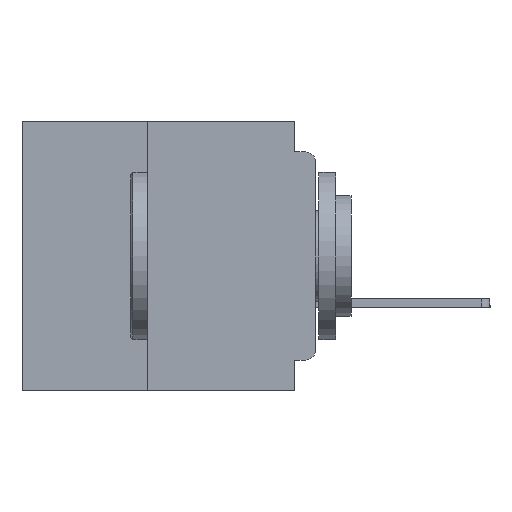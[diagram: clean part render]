
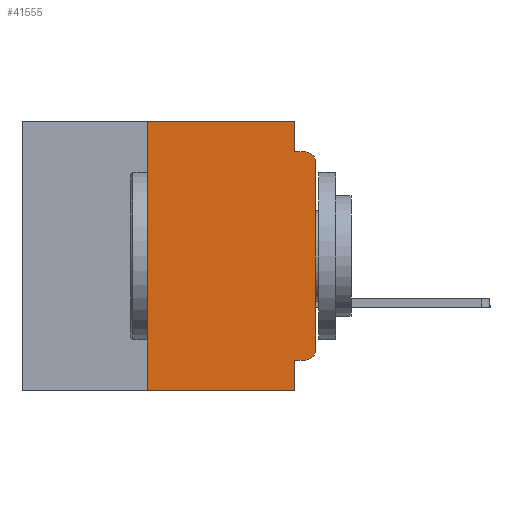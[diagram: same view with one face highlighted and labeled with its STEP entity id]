
A CAD part, left-side view. The second image highlights one B-rep face of the part: STEP entity #41555.
In plain terms, the highlighted planar face has unit normal (-1, 0, 0).
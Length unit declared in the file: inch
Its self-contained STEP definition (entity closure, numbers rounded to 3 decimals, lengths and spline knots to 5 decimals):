
#865 = DIRECTION ( 'NONE',  ( 0., 0., -1. ) ) ;
#1554 = CARTESIAN_POINT ( 'NONE',  ( 0., 0.031, -0.4 ) ) ;
#1775 = EDGE_CURVE ( 'NONE', #39984, #17160, #41513, .T. ) ;
#3410 = CARTESIAN_POINT ( 'NONE',  ( 0., 0.437, -0.4 ) ) ;
#3672 = DIRECTION ( 'NONE',  ( -1., 0., 0. ) ) ;
#5031 = AXIS2_PLACEMENT_3D ( 'NONE', #32617, #9812, #36455 ) ;
#5395 = CARTESIAN_POINT ( 'NONE',  ( 0., 0., -0.34 ) ) ;
#5433 = EDGE_CURVE ( 'NONE', #17160, #28789, #16127, .T. ) ;
#6146 = CARTESIAN_POINT ( 'NONE',  ( 0., 0.25, -0.4 ) ) ;
#6607 = VECTOR ( 'NONE', #12445, 39.37008 ) ;
#7364 = LINE ( 'NONE', #3410, #16345 ) ;
#7620 = VERTEX_POINT ( 'NONE', #41615 ) ;
#8388 = CARTESIAN_POINT ( 'NONE',  ( 0., 0.015, -0.355 ) ) ;
#8520 = ORIENTED_EDGE ( 'NONE', *, *, #5433, .F. ) ;
#9812 = DIRECTION ( 'NONE',  ( -1., 0., 0. ) ) ;
#10016 = DIRECTION ( 'NONE',  ( 0., 0., 1. ) ) ;
#10073 = LINE ( 'NONE', #6146, #49366 ) ;
#10081 = VECTOR ( 'NONE', #27578, 39.37008 ) ;
#10351 = ORIENTED_EDGE ( 'NONE', *, *, #47306, .T. ) ;
#10755 = CARTESIAN_POINT ( 'NONE',  ( 0., 0., -0.06 ) ) ;
#11248 = CARTESIAN_POINT ( 'NONE',  ( 0., 0.031, 0. ) ) ;
#12397 = FACE_OUTER_BOUND ( 'NONE', #27850, .T. ) ;
#12426 = ORIENTED_EDGE ( 'NONE', *, *, #38029, .T. ) ;
#12445 = DIRECTION ( 'NONE',  ( 0., 0., 1. ) ) ;
#13047 = CARTESIAN_POINT ( 'NONE',  ( 0., 0.031, -0.4 ) ) ;
#13288 = VECTOR ( 'NONE', #19390, 39.37008 ) ;
#16095 = DIRECTION ( 'NONE',  ( 0., -1., 0. ) ) ;
#16123 = VECTOR ( 'NONE', #16868, 39.37008 ) ;
#16127 = LINE ( 'NONE', #11248, #36382 ) ;
#16152 = PLANE ( 'NONE',  #45389 ) ;
#16345 = VECTOR ( 'NONE', #30092, 39.37008 ) ;
#16350 = ORIENTED_EDGE ( 'NONE', *, *, #16617, .T. ) ;
#16617 = EDGE_CURVE ( 'NONE', #7620, #44463, #7364, .T. ) ;
#16621 = VERTEX_POINT ( 'NONE', #18629 ) ;
#16868 = DIRECTION ( 'NONE',  ( 0., 0., -1. ) ) ;
#16901 = VERTEX_POINT ( 'NONE', #5395 ) ;
#17160 = VERTEX_POINT ( 'NONE', #48846 ) ;
#17316 = EDGE_CURVE ( 'NONE', #28789, #23138, #42449, .T. ) ;
#18629 = CARTESIAN_POINT ( 'NONE',  ( 0., 0.031, -0.355 ) ) ;
#19390 = DIRECTION ( 'NONE',  ( 0., -1., 0. ) ) ;
#20170 = CARTESIAN_POINT ( 'NONE',  ( 0., 0.437, 0. ) ) ;
#20222 = CIRCLE ( 'NONE', #5031, 0.015 ) ;
#20320 = AXIS2_PLACEMENT_3D ( 'NONE', #26548, #3672, #30344 ) ;
#21731 = ORIENTED_EDGE ( 'NONE', *, *, #39576, .F. ) ;
#23138 = VERTEX_POINT ( 'NONE', #37441 ) ;
#23357 = VERTEX_POINT ( 'NONE', #8388 ) ;
#23378 = EDGE_CURVE ( 'NONE', #23357, #16621, #42826, .T. ) ;
#23793 = CARTESIAN_POINT ( 'NONE',  ( 0., 0.25, 0. ) ) ;
#23805 = DIRECTION ( 'NONE',  ( 1., 0., 0. ) ) ;
#25846 = ORIENTED_EDGE ( 'NONE', *, *, #1775, .F. ) ;
#26548 = CARTESIAN_POINT ( 'NONE',  ( 0., 0.015, -0.34 ) ) ;
#27026 = ORIENTED_EDGE ( 'NONE', *, *, #47429, .T. ) ;
#27578 = DIRECTION ( 'NONE',  ( 0., 1., 0. ) ) ;
#27850 = EDGE_LOOP ( 'NONE', ( #27026, #10351, #44309, #8520, #25846, #21731, #16350, #45097, #39195, #12426 ) ) ;
#28789 = VERTEX_POINT ( 'NONE', #45995 ) ;
#30092 = DIRECTION ( 'NONE',  ( 0., -1., 0. ) ) ;
#30344 = DIRECTION ( 'NONE',  ( 0., 0., -1. ) ) ;
#31391 = VECTOR ( 'NONE', #16095, 39.37008 ) ;
#31408 = CARTESIAN_POINT ( 'NONE',  ( 0., 0., 0. ) ) ;
#32617 = CARTESIAN_POINT ( 'NONE',  ( 0., 0.015, -0.06 ) ) ;
#34025 = DIRECTION ( 'NONE',  ( 0., 0., -1. ) ) ;
#35819 = LINE ( 'NONE', #31408, #6607 ) ;
#36379 = LINE ( 'NONE', #13047, #16123 ) ;
#36382 = VECTOR ( 'NONE', #34025, 39.37008 ) ;
#36455 = DIRECTION ( 'NONE',  ( 0., 0., -1. ) ) ;
#37441 = CARTESIAN_POINT ( 'NONE',  ( 0., 0.015, -0.045 ) ) ;
#37945 = VERTEX_POINT ( 'NONE', #10755 ) ;
#38029 = EDGE_CURVE ( 'NONE', #23357, #16901, #41717, .T. ) ;
#38896 = CARTESIAN_POINT ( 'NONE',  ( 0., 0., -0.355 ) ) ;
#39195 = ORIENTED_EDGE ( 'NONE', *, *, #23378, .F. ) ;
#39576 = EDGE_CURVE ( 'NONE', #7620, #39984, #10073, .T. ) ;
#39984 = VERTEX_POINT ( 'NONE', #23793 ) ;
#41513 = LINE ( 'NONE', #20170, #31391 ) ;
#41555 = ADVANCED_FACE ( 'NONE', ( #12397 ), #16152, .F. ) ;
#41615 = CARTESIAN_POINT ( 'NONE',  ( 0., 0.25, -0.4 ) ) ;
#41717 = CIRCLE ( 'NONE', #20320, 0.015 ) ;
#42155 = CARTESIAN_POINT ( 'NONE',  ( 0., 0., -0.045 ) ) ;
#42449 = LINE ( 'NONE', #42155, #13288 ) ;
#42826 = LINE ( 'NONE', #38896, #10081 ) ;
#44309 = ORIENTED_EDGE ( 'NONE', *, *, #17316, .F. ) ;
#44463 = VERTEX_POINT ( 'NONE', #1554 ) ;
#45097 = ORIENTED_EDGE ( 'NONE', *, *, #45644, .F. ) ;
#45389 = AXIS2_PLACEMENT_3D ( 'NONE', #46616, #23805, #865 ) ;
#45644 = EDGE_CURVE ( 'NONE', #16621, #44463, #36379, .T. ) ;
#45995 = CARTESIAN_POINT ( 'NONE',  ( 0., 0.031, -0.045 ) ) ;
#46616 = CARTESIAN_POINT ( 'NONE',  ( 0., 0.437, 0. ) ) ;
#47306 = EDGE_CURVE ( 'NONE', #37945, #23138, #20222, .T. ) ;
#47429 = EDGE_CURVE ( 'NONE', #16901, #37945, #35819, .T. ) ;
#48846 = CARTESIAN_POINT ( 'NONE',  ( 0., 0.031, 0. ) ) ;
#49366 = VECTOR ( 'NONE', #10016, 39.37008 ) ;
